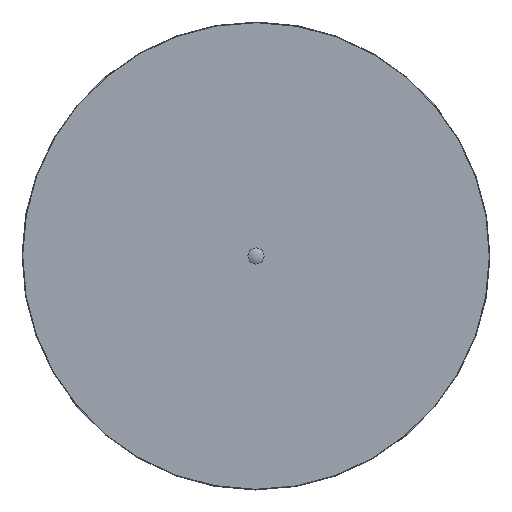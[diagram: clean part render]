
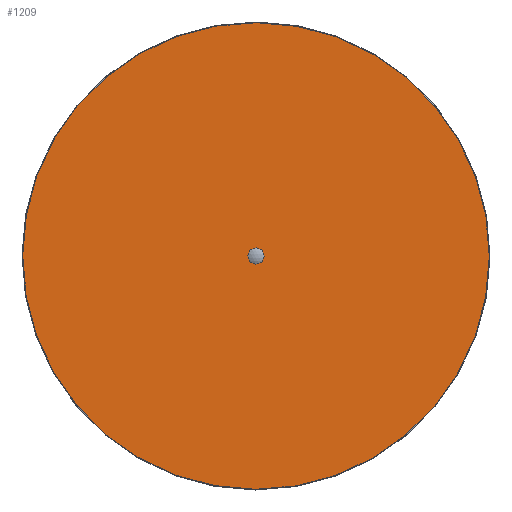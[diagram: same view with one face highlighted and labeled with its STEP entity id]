
A CAD part, front view. The second image highlights one B-rep face of the part: STEP entity #1209.
In plain terms, the highlighted planar face has unit normal (0, -1, 0).
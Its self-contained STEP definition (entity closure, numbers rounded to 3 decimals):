
#43=FACE_BOUND('',#258,.T.);
#94=PLANE('',#1377);
#175=FACE_OUTER_BOUND('',#257,.T.);
#257=EDGE_LOOP('',(#992,#993));
#258=EDGE_LOOP('',(#994,#995));
#380=CIRCLE('',#1293,4.);
#381=CIRCLE('',#1294,4.);
#430=CIRCLE('',#1374,174.5);
#431=CIRCLE('',#1375,174.5);
#485=VERTEX_POINT('',#1936);
#486=VERTEX_POINT('',#1938);
#542=VERTEX_POINT('',#2153);
#543=VERTEX_POINT('',#2154);
#624=EDGE_CURVE('',#486,#485,#380,.T.);
#625=EDGE_CURVE('',#485,#486,#381,.T.);
#699=EDGE_CURVE('',#542,#543,#430,.T.);
#700=EDGE_CURVE('',#543,#542,#431,.T.);
#992=ORIENTED_EDGE('',*,*,#699,.T.);
#993=ORIENTED_EDGE('',*,*,#700,.T.);
#994=ORIENTED_EDGE('',*,*,#624,.T.);
#995=ORIENTED_EDGE('',*,*,#625,.T.);
#1209=ADVANCED_FACE('',(#175,#43),#94,.T.);
#1293=AXIS2_PLACEMENT_3D('',#1939,#1515,#1516);
#1294=AXIS2_PLACEMENT_3D('',#1940,#1517,#1518);
#1374=AXIS2_PLACEMENT_3D('',#2155,#1699,#1700);
#1375=AXIS2_PLACEMENT_3D('',#2156,#1701,#1702);
#1377=AXIS2_PLACEMENT_3D('',#2158,#1705,#1706);
#1515=DIRECTION('center_axis',(0.,1.,0.));
#1516=DIRECTION('ref_axis',(0.002,0.,1.));
#1517=DIRECTION('center_axis',(0.,1.,0.));
#1518=DIRECTION('ref_axis',(0.002,0.,1.));
#1699=DIRECTION('center_axis',(0.,-1.,0.));
#1700=DIRECTION('ref_axis',(-1.,0.,0.002));
#1701=DIRECTION('center_axis',(0.,-1.,0.));
#1702=DIRECTION('ref_axis',(-1.,0.,0.002));
#1705=DIRECTION('center_axis',(0.,-1.,0.));
#1706=DIRECTION('ref_axis',(0.002,0.,1.));
#1936=CARTESIAN_POINT('',(-1.453,-113.712,-4.));
#1938=CARTESIAN_POINT('',(-1.44,-113.712,4.));
#1939=CARTESIAN_POINT('Origin',(-1.446,-113.712,0.));
#1940=CARTESIAN_POINT('Origin',(-1.446,-113.712,0.));
#2153=CARTESIAN_POINT('',(-175.946,-113.712,0.278));
#2154=CARTESIAN_POINT('',(-1.724,-113.712,-174.5));
#2155=CARTESIAN_POINT('Origin',(-1.446,-113.712,0.));
#2156=CARTESIAN_POINT('Origin',(-1.446,-113.712,0.));
#2158=CARTESIAN_POINT('Origin',(-1.446,-113.712,0.));
